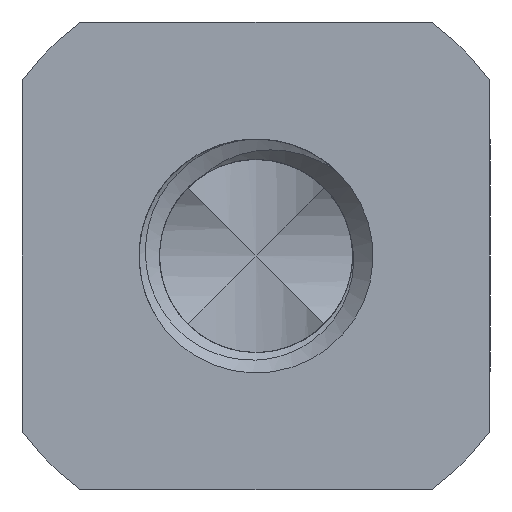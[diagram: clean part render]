
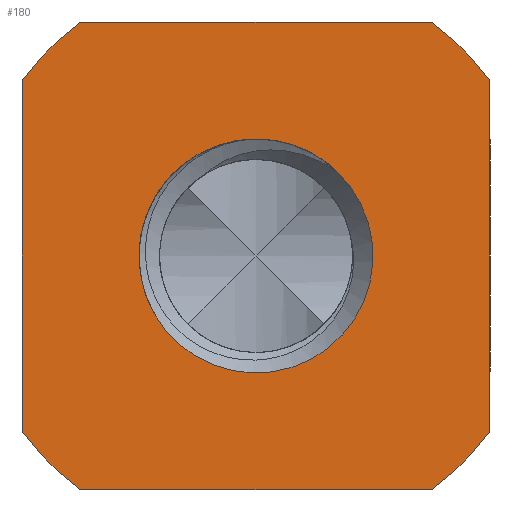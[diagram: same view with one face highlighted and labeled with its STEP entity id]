
A CAD part, front view. The second image highlights one B-rep face of the part: STEP entity #180.
In plain terms, the highlighted planar face has unit normal (0, -1, 0).
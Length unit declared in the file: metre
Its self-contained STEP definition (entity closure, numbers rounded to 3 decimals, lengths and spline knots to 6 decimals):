
#180 = ADVANCED_FACE( 'NONE', ( #458, #459 ), #460, .F. );
#458 = FACE_OUTER_BOUND( '', #925, .T. );
#459 = FACE_BOUND( '', #926, .T. );
#460 = PLANE( '', #927 );
#925 = EDGE_LOOP( '', ( #2874, #2875, #2876, #2877, #2878, #2879, #2880, #2881 ) );
#926 = EDGE_LOOP( '', ( #2882, #2883 ) );
#927 = AXIS2_PLACEMENT_3D( '', #2884, #2885, #2886 );
#2874 = ORIENTED_EDGE( '', *, *, #4189, .F. );
#2875 = ORIENTED_EDGE( '', *, *, #4200, .F. );
#2876 = ORIENTED_EDGE( '', *, *, #4201, .F. );
#2877 = ORIENTED_EDGE( '', *, *, #4202, .F. );
#2878 = ORIENTED_EDGE( '', *, *, #4203, .T. );
#2879 = ORIENTED_EDGE( '', *, *, #4204, .F. );
#2880 = ORIENTED_EDGE( '', *, *, #4205, .T. );
#2881 = ORIENTED_EDGE( '', *, *, #4206, .F. );
#2882 = ORIENTED_EDGE( '', *, *, #4207, .T. );
#2883 = ORIENTED_EDGE( '', *, *, #4208, .T. );
#2884 = CARTESIAN_POINT( '', ( 0., -0.004, 0. ) );
#2885 = DIRECTION( '', ( 0., 1., 0. ) );
#2886 = DIRECTION( '', ( 1., 0., 0. ) );
#4189 = EDGE_CURVE( 'NONE', #4936, #4937, #4938, .T. );
#4200 = EDGE_CURVE( 'NONE', #4957, #4936, #4958, .T. );
#4201 = EDGE_CURVE( 'NONE', #4959, #4957, #4960, .T. );
#4202 = EDGE_CURVE( 'NONE', #4961, #4959, #4962, .T. );
#4203 = EDGE_CURVE( 'NONE', #4961, #4963, #4964, .T. );
#4204 = EDGE_CURVE( 'NONE', #4965, #4963, #4966, .T. );
#4205 = EDGE_CURVE( 'NONE', #4965, #4967, #4968, .T. );
#4206 = EDGE_CURVE( 'NONE', #4937, #4967, #4969, .T. );
#4207 = EDGE_CURVE( 'NONE', #4970, #4971, #4972, .T. );
#4208 = EDGE_CURVE( 'NONE', #4971, #4970, #4973, .T. );
#4936 = VERTEX_POINT( 'NONE', #6729 );
#4937 = VERTEX_POINT( 'NONE', #6730 );
#4938 = LINE( '', #6731, #6732 );
#4957 = VERTEX_POINT( 'NONE', #6754 );
#4958 = CIRCLE( '', #6755, 0.005 );
#4959 = VERTEX_POINT( 'NONE', #6756 );
#4960 = LINE( '', #6757, #6758 );
#4961 = VERTEX_POINT( 'NONE', #6759 );
#4962 = CIRCLE( '', #6760, 0.005 );
#4963 = VERTEX_POINT( 'NONE', #6761 );
#4964 = LINE( '', #6762, #6763 );
#4965 = VERTEX_POINT( 'NONE', #6764 );
#4966 = CIRCLE( '', #6765, 0.005 );
#4967 = VERTEX_POINT( 'NONE', #6766 );
#4968 = LINE( '', #6767, #6768 );
#4969 = CIRCLE( '', #6769, 0.005 );
#4970 = VERTEX_POINT( 'NONE', #6770 );
#4971 = VERTEX_POINT( 'NONE', #6771 );
#4972 = CIRCLE( '', #6772, 0.002 );
#4973 = CIRCLE( '', #6773, 0.002 );
#6729 = CARTESIAN_POINT( '', ( -0.003, -0.004, 0.004 ) );
#6730 = CARTESIAN_POINT( '', ( 0.003, -0.004, 0.004 ) );
#6731 = CARTESIAN_POINT( '', ( 0., -0.004, 0.004 ) );
#6732 = VECTOR( '', #10353, 1. );
#6754 = CARTESIAN_POINT( '', ( -0.004, -0.004, 0.003 ) );
#6755 = AXIS2_PLACEMENT_3D( '', #10375, #10376, #10377 );
#6756 = CARTESIAN_POINT( '', ( -0.004, -0.004, -0.003 ) );
#6757 = CARTESIAN_POINT( '', ( -0.004, -0.004, 0. ) );
#6758 = VECTOR( '', #10378, 1. );
#6759 = CARTESIAN_POINT( '', ( -0.003, -0.004, -0.004 ) );
#6760 = AXIS2_PLACEMENT_3D( '', #10379, #10380, #10381 );
#6761 = CARTESIAN_POINT( '', ( 0.003, -0.004, -0.004 ) );
#6762 = CARTESIAN_POINT( '', ( 0., -0.004, -0.004 ) );
#6763 = VECTOR( '', #10382, 1. );
#6764 = CARTESIAN_POINT( '', ( 0.004, -0.004, -0.003 ) );
#6765 = AXIS2_PLACEMENT_3D( '', #10383, #10384, #10385 );
#6766 = CARTESIAN_POINT( '', ( 0.004, -0.004, 0.003 ) );
#6767 = CARTESIAN_POINT( '', ( 0.004, -0.004, 0. ) );
#6768 = VECTOR( '', #10386, 1. );
#6769 = AXIS2_PLACEMENT_3D( '', #10387, #10388, #10389 );
#6770 = CARTESIAN_POINT( '', ( 0.001383, -0.004, 0.001445 ) );
#6771 = CARTESIAN_POINT( '', ( -0.000024, -0.004, 0.002 ) );
#6772 = AXIS2_PLACEMENT_3D( '', #10390, #10391, #10392 );
#6773 = AXIS2_PLACEMENT_3D( '', #10393, #10394, #10395 );
#10353 = DIRECTION( '', ( 1., 0., 0. ) );
#10375 = CARTESIAN_POINT( '', ( 0., -0.004, 0. ) );
#10376 = DIRECTION( '', ( 0., 1., 0. ) );
#10377 = DIRECTION( '', ( 0., 0., 1. ) );
#10378 = DIRECTION( '', ( 0., 0., 1. ) );
#10379 = CARTESIAN_POINT( '', ( 0., -0.004, 0. ) );
#10380 = DIRECTION( '', ( 0., 1., 0. ) );
#10381 = DIRECTION( '', ( 0., 0., 1. ) );
#10382 = DIRECTION( '', ( 1., 0., 0. ) );
#10383 = CARTESIAN_POINT( '', ( 0., -0.004, 0. ) );
#10384 = DIRECTION( '', ( 0., 1., 0. ) );
#10385 = DIRECTION( '', ( 0., 0., 1. ) );
#10386 = DIRECTION( '', ( 0., 0., 1. ) );
#10387 = CARTESIAN_POINT( '', ( 0., -0.004, 0. ) );
#10388 = DIRECTION( '', ( 0., 1., 0. ) );
#10389 = DIRECTION( '', ( 0., 0., 1. ) );
#10390 = CARTESIAN_POINT( '', ( 0., -0.004, 0. ) );
#10391 = DIRECTION( '', ( 0., 1., 0. ) );
#10392 = DIRECTION( '', ( 0., 0., 1. ) );
#10393 = CARTESIAN_POINT( '', ( 0., -0.004, 0. ) );
#10394 = DIRECTION( '', ( 0., 1., 0. ) );
#10395 = DIRECTION( '', ( 0., 0., 1. ) );
